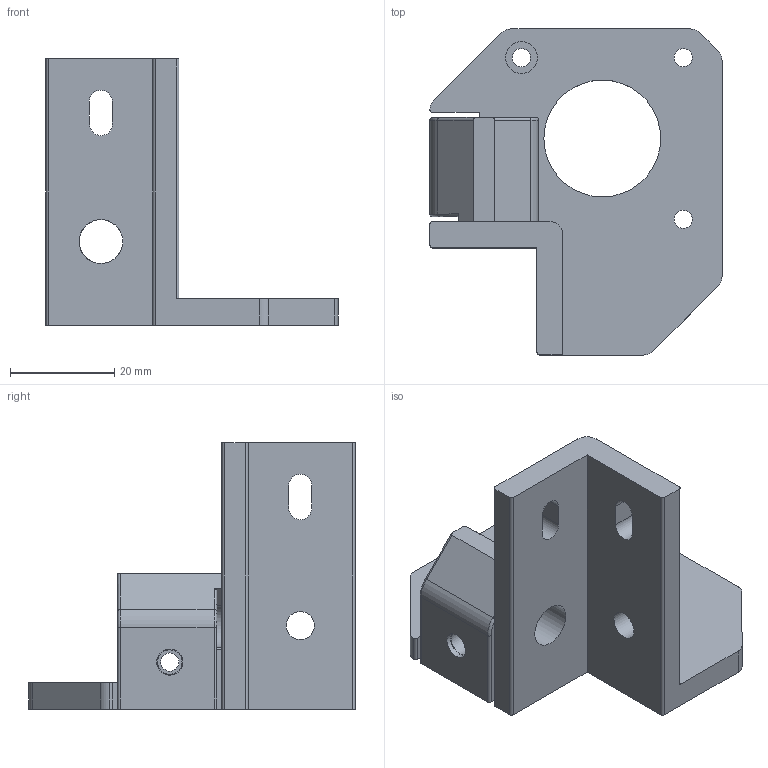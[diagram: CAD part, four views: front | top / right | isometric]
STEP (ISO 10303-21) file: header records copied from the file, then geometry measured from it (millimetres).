
FILE_DESCRIPTION(/* description */ (''),/* implementation_level */ '2;1');
FILE_NAME(/* name */ 'XYMotorLeft.step',/* time_stamp */ '2020-11-09T08:01:14-05:00',/* author */ (''),/* organization */ (''),/* preprocessor_version */ 'ST-DEVELOPER v18.1',/* originating_system */ 'Autodesk Translation Framework v9.3.0.1241',/* authorisation */ '');
FILE_SCHEMA (('AUTOMOTIVE_DESIGN { 1 0 10303 214 3 1 1 }'));
Length unit declared in the file: millimetre
Products named in the file (1): 1_XY_Motor_Left
Bounding box: 56 x 62.5 x 51 mm (x, y, z)
Volume: 27387.5 mm3; surface area: 13389.7 mm2
Topology: 1 solids, 1 shells, 87 faces, 231 edges, 149 vertices
Faces by surface type: cylinder 43, plane 36, torus 5, sphere 3
Full cylindrical faces by diameter (mm): 3.5 x5, 4.7 x1, 5 x1, 5.4 x1, 6 x1, 6.1 x1, 8.4 x1, 22.4 x1
Entity records: 2809 total; most frequent: DIRECTION 503, CARTESIAN_POINT 477, ORIENTED_EDGE 462, EDGE_CURVE 231, AXIS2_PLACEMENT_3D 185, VERTEX_POINT 149, LINE 133, VECTOR 133
